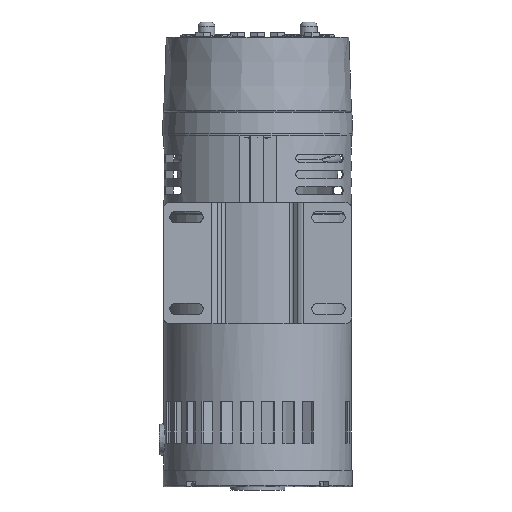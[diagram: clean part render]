
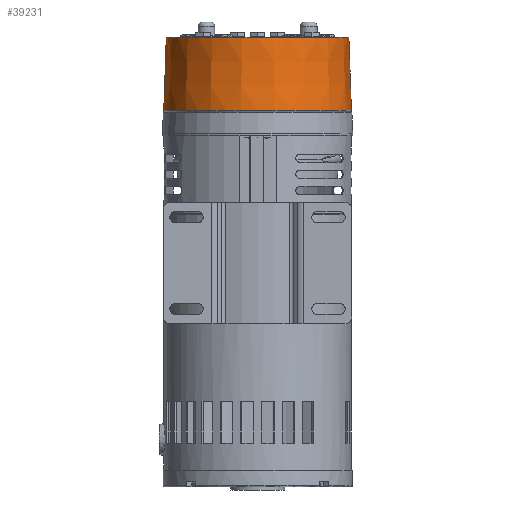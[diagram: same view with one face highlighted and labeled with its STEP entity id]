
A CAD part, front view. The second image highlights one B-rep face of the part: STEP entity #39231.
In plain terms, the highlighted conical face has half-angle 2 degrees and reference radius 71.374 mm.
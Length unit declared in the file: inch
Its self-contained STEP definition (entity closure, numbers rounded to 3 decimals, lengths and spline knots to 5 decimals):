
#398 = DIRECTION ( 'NONE',  ( 0., 0., -1. ) ) ;
#855 = ORIENTED_EDGE ( 'NONE', *, *, #31563, .T. ) ;
#1265 = EDGE_CURVE ( 'NONE', #38037, #5470, #18525, .T. ) ;
#2657 = CARTESIAN_POINT ( 'NONE',  ( 0., 0., 0. ) ) ;
#3486 = CIRCLE ( 'NONE', #9994, 2.73179 ) ;
#3711 = ORIENTED_EDGE ( 'NONE', *, *, #42490, .F. ) ;
#5470 = VERTEX_POINT ( 'NONE', #14686 ) ;
#6723 = VECTOR ( 'NONE', #32317, 39.37008 ) ;
#9994 = AXIS2_PLACEMENT_3D ( 'NONE', #31349, #398, #14162 ) ;
#13469 = ORIENTED_EDGE ( 'NONE', *, *, #28939, .F. ) ;
#14162 = DIRECTION ( 'NONE',  ( 1., 0., 0. ) ) ;
#14547 = VECTOR ( 'NONE', #39350, 39.37008 ) ;
#14686 = CARTESIAN_POINT ( 'NONE',  ( 2.80783, 0., -0.06209 ) ) ;
#15005 = CARTESIAN_POINT ( 'NONE',  ( -2.80783, 0., -0.06209 ) ) ;
#15615 = EDGE_LOOP ( 'NONE', ( #13469, #37138, #855, #3711 ) ) ;
#16442 = DIRECTION ( 'NONE',  ( 0., 0., 1. ) ) ;
#18525 = LINE ( 'NONE', #25759, #6723 ) ;
#25354 = LINE ( 'NONE', #39137, #14547 ) ;
#25759 = CARTESIAN_POINT ( 'NONE',  ( 2.81, 0., 0. ) ) ;
#26395 = CARTESIAN_POINT ( 'NONE',  ( -2.73179, 0., -2.23975 ) ) ;
#28939 = EDGE_CURVE ( 'NONE', #38037, #40111, #3486, .T. ) ;
#30888 = CONICAL_SURFACE ( 'NONE', #38087, 2.81, 0.035 ) ;
#31160 = CARTESIAN_POINT ( 'NONE',  ( 2.73179, 0., -2.23975 ) ) ;
#31201 = CIRCLE ( 'NONE', #35511, 2.80783 ) ;
#31349 = CARTESIAN_POINT ( 'NONE',  ( 0., 0., -2.23975 ) ) ;
#31563 = EDGE_CURVE ( 'NONE', #5470, #31984, #31201, .T. ) ;
#31984 = VERTEX_POINT ( 'NONE', #15005 ) ;
#32317 = DIRECTION ( 'NONE',  ( 0.035, 0., 0.999 ) ) ;
#33565 = DIRECTION ( 'NONE',  ( 0., 0., -1. ) ) ;
#34242 = CARTESIAN_POINT ( 'NONE',  ( 0., 0., -0.06209 ) ) ;
#35511 = AXIS2_PLACEMENT_3D ( 'NONE', #34242, #33565, #44423 ) ;
#36757 = DIRECTION ( 'NONE',  ( 1., 0., 0. ) ) ;
#36992 = FACE_OUTER_BOUND ( 'NONE', #15615, .T. ) ;
#37138 = ORIENTED_EDGE ( 'NONE', *, *, #1265, .T. ) ;
#38037 = VERTEX_POINT ( 'NONE', #31160 ) ;
#38087 = AXIS2_PLACEMENT_3D ( 'NONE', #2657, #16442, #36757 ) ;
#39137 = CARTESIAN_POINT ( 'NONE',  ( -2.81, 0., 0. ) ) ;
#39231 = ADVANCED_FACE ( 'NONE', ( #36992 ), #30888, .T. ) ;
#39350 = DIRECTION ( 'NONE',  ( -0.035, 0., 0.999 ) ) ;
#40111 = VERTEX_POINT ( 'NONE', #26395 ) ;
#42490 = EDGE_CURVE ( 'NONE', #40111, #31984, #25354, .T. ) ;
#44423 = DIRECTION ( 'NONE',  ( -1., 0., 0. ) ) ;
